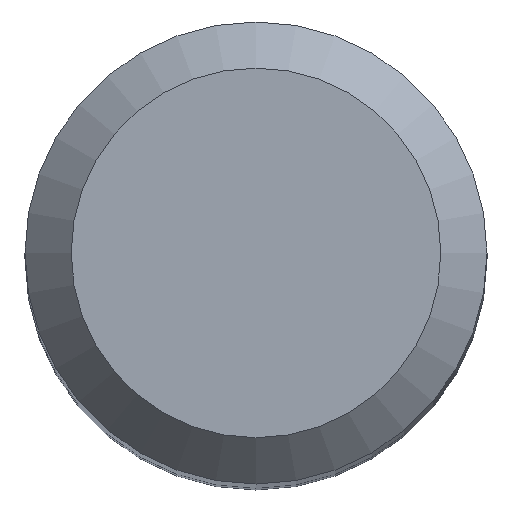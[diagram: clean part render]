
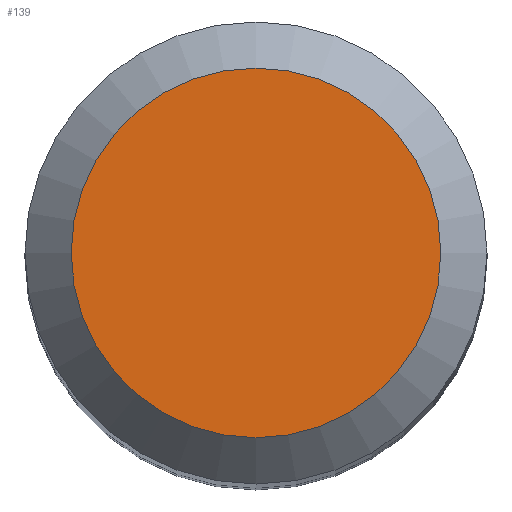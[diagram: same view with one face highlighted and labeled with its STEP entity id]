
A CAD part, top view. The second image highlights one B-rep face of the part: STEP entity #139.
In plain terms, the highlighted planar face has unit normal (0, 0, 1).
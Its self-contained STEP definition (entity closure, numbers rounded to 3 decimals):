
#7 = DIRECTION ( 'NONE',  ( 0., 1., 0. ) ) ;
#9 = EDGE_CURVE ( 'NONE', #69, #69, #123, .T. ) ;
#16 = AXIS2_PLACEMENT_3D ( 'NONE', #52, #195, #7 ) ;
#33 = DIRECTION ( 'NONE',  ( 0., 1., 0. ) ) ;
#42 = ORIENTED_EDGE ( 'NONE', *, *, #9, .F. ) ;
#52 = CARTESIAN_POINT ( 'NONE',  ( 0., 0., 75. ) ) ;
#69 = VERTEX_POINT ( 'NONE', #114 ) ;
#71 = DIRECTION ( 'NONE',  ( 0., 0., -1. ) ) ;
#90 = AXIS2_PLACEMENT_3D ( 'NONE', #153, #71, #33 ) ;
#92 = FACE_OUTER_BOUND ( 'NONE', #155, .T. ) ;
#114 = CARTESIAN_POINT ( 'NONE',  ( 0., 4., 75. ) ) ;
#123 = CIRCLE ( 'NONE', #90, 4. ) ;
#139 = ADVANCED_FACE ( 'NONE', ( #92 ), #152, .F. ) ;
#152 = PLANE ( 'NONE',  #16 ) ;
#153 = CARTESIAN_POINT ( 'NONE',  ( 0., 0., 75. ) ) ;
#155 = EDGE_LOOP ( 'NONE', ( #42 ) ) ;
#195 = DIRECTION ( 'NONE',  ( 0., 0., -1. ) ) ;
